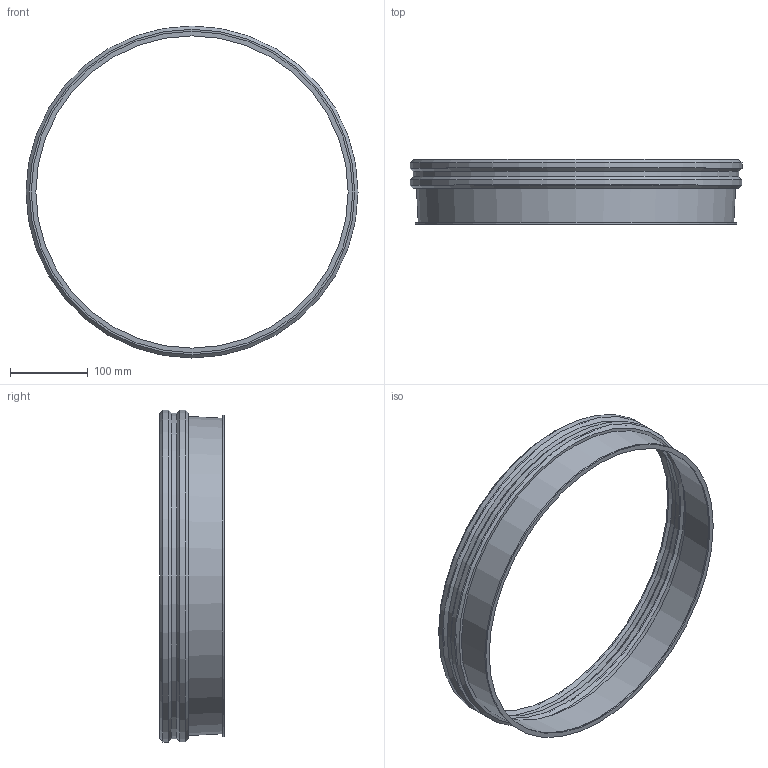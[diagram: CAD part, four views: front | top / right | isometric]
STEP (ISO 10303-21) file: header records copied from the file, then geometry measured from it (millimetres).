
FILE_DESCRIPTION(/* description */ (''),/* implementation_level */ '2;1');
FILE_NAME(/* name */ 'BFM Spigot 400mm with Jacob Lip v1.step',/* time_stamp */ '2023-08-03T14:41:31+12:00',/* author */ (''),/* organization */ (''),/* preprocessor_version */ 'ST-DEVELOPER v20',/* originating_system */ 'Autodesk Translation Framework v12.9.0.99',/* authorisation */ '');
FILE_SCHEMA (('AUTOMOTIVE_DESIGN { 1 0 10303 214 3 1 1 }'));
Length unit declared in the file: millimetre
Products named in the file (1): BFM Spigot 400mm with Jacob Lip
Bounding box: 426 x 83 x 426 mm (x, y, z)
Volume: 235411.4 mm3; surface area: 258666.1 mm2
Topology: 1 solids, 1 shells, 23 faces, 41 edges, 23 vertices
Faces by surface type: cone 11, cylinder 7, plane 5
Full cylindrical faces by diameter (mm): 400.628 x1, 412.628 x1, 413.5 x1, 417.5 x1, 422 x2, 426 x1
Entity records: 591 total; most frequent: DIRECTION 112, CARTESIAN_POINT 88, ORIENTED_EDGE 82, AXIS2_PLACEMENT_3D 47, EDGE_CURVE 41, EDGE_LOOP 28, FACE_OUTER_BOUND 23, CIRCLE 23
